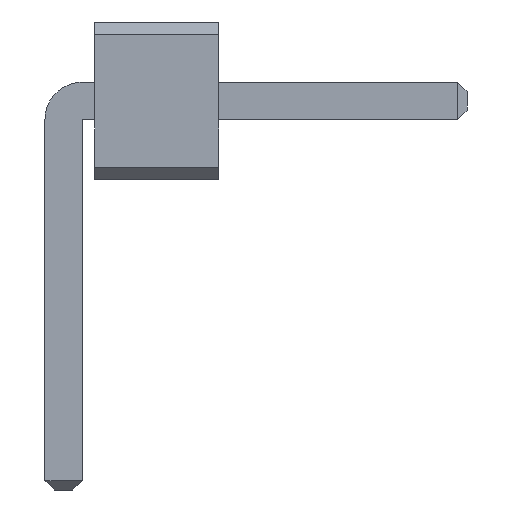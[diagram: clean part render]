
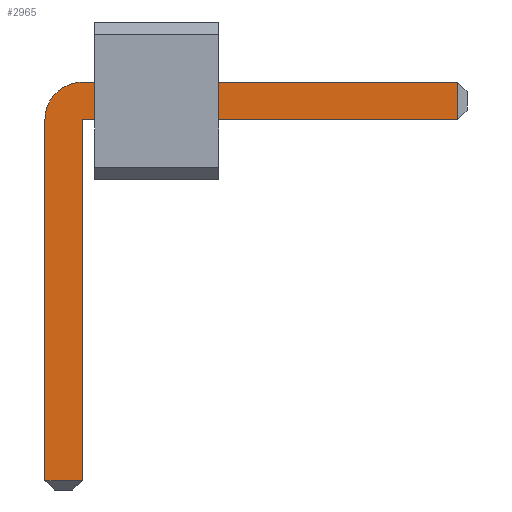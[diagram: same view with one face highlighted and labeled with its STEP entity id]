
A CAD part, front view. The second image highlights one B-rep face of the part: STEP entity #2965.
In plain terms, the highlighted planar face has unit normal (0, -1, 0).
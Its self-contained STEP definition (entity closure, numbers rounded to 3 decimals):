
#13=DIRECTION('',(0.,0.,1.));
#1309=VECTOR('',#13,1.);
#2736=DIRECTION('',(0.,0.,-1.));
#2768=VECTOR('',#2769,1.);
#2769=DIRECTION('',(1.,0.,0.));
#2775=VECTOR('',#2736,1.);
#2782=VECTOR('',#2783,1.);
#2783=DIRECTION('',(-1.,0.,0.));
#2804=DIRECTION('',(-0.,1.,0.));
#2808=DIRECTION('',(0.,1.,0.));
#2809=DIRECTION('',(0.,0.,1.));
#2816=VERTEX_POINT('',#2817);
#2817=CARTESIAN_POINT('',(0.15,-21.15,0.785));
#2819=ORIENTED_EDGE('',*,*,#2820,.T.);
#2820=EDGE_CURVE('',#2816,#2821,#2823,.T.);
#2821=VERTEX_POINT('',#2822);
#2822=CARTESIAN_POINT('',(3.175,-21.15,0.785));
#2823=LINE('',#2824,#2768);
#2824=CARTESIAN_POINT('',(-0.15,-21.15,0.785));
#2861=EDGE_CURVE('',#2862,#2816,#2864,.T.);
#2862=VERTEX_POINT('',#2863);
#2863=CARTESIAN_POINT('',(-0.15,-21.15,0.485));
#2864=CIRCLE('',#2865,0.3);
#2865=AXIS2_PLACEMENT_3D('',#2866,#2804,#2736);
#2866=CARTESIAN_POINT('',(0.15,-21.15,0.485));
#2878=VERTEX_POINT('',#2879);
#2879=CARTESIAN_POINT('',(3.175,-21.15,0.485));
#2881=ORIENTED_EDGE('',*,*,#2882,.T.);
#2882=EDGE_CURVE('',#2878,#2883,#2884,.T.);
#2883=VERTEX_POINT('',#2866);
#2884=LINE('',#2885,#2782);
#2885=CARTESIAN_POINT('',(3.25,-21.15,0.485));
#2897=VERTEX_POINT('',#2898);
#2898=CARTESIAN_POINT('',(-0.15,-21.15,-2.425));
#2900=ORIENTED_EDGE('',*,*,#2901,.T.);
#2901=EDGE_CURVE('',#2897,#2862,#2902,.T.);
#2902=LINE('',#2903,#1309);
#2903=CARTESIAN_POINT('',(-0.15,-21.15,-2.5));
#2911=ORIENTED_EDGE('',*,*,#2912,.T.);
#2912=EDGE_CURVE('',#2883,#2913,#2915,.T.);
#2913=VERTEX_POINT('',#2914);
#2914=CARTESIAN_POINT('',(0.15,-21.15,-2.425));
#2915=LINE('',#2866,#2775);
#2965=ADVANCED_FACE('',(#2966),#2975,.F.);
#2966=FACE_BOUND('',#2967,.F.);
#2967=EDGE_LOOP('',(#2819,#2968,#2881,#2911,#2971,#2900,#2974));
#2968=ORIENTED_EDGE('',*,*,#2969,.T.);
#2969=EDGE_CURVE('',#2821,#2878,#2970,.T.);
#2970=LINE('',#2822,#2775);
#2971=ORIENTED_EDGE('',*,*,#2972,.T.);
#2972=EDGE_CURVE('',#2913,#2897,#2973,.T.);
#2973=LINE('',#2914,#2782);
#2974=ORIENTED_EDGE('',*,*,#2861,.T.);
#2975=PLANE('',#2976);
#2976=AXIS2_PLACEMENT_3D('',#2977,#2808,#2809);
#2977=CARTESIAN_POINT('',(0.858,-21.15,-0.165));
